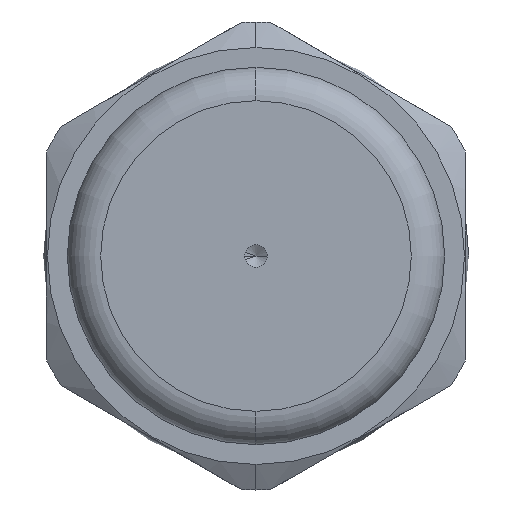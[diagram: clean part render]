
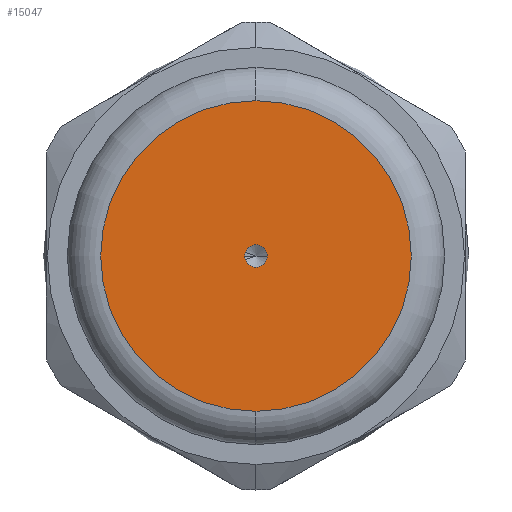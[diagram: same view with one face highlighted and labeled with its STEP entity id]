
A CAD part, left-side view. The second image highlights one B-rep face of the part: STEP entity #15047.
In plain terms, the highlighted planar face has unit normal (-1, 0, 0).
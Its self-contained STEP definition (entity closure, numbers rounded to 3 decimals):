
#233 = CARTESIAN_POINT ( 'NONE',  ( -23., 0., -0.6 ) ) ;
#316 = CARTESIAN_POINT ( 'NONE',  ( -23., 0., 8.23 ) ) ;
#1462 = DIRECTION ( 'NONE',  ( 0., 0., -1. ) ) ;
#1557 = AXIS2_PLACEMENT_3D ( 'NONE', #10509, #6089, #13401 ) ;
#2714 = CIRCLE ( 'NONE', #15852, 8.23 ) ;
#3272 = ORIENTED_EDGE ( 'NONE', *, *, #8431, .T. ) ;
#3335 = DIRECTION ( 'NONE',  ( 0., 0., -1. ) ) ;
#4648 = DIRECTION ( 'NONE',  ( 1., 0., 0. ) ) ;
#4764 = CARTESIAN_POINT ( 'NONE',  ( -23., 0., 0.6 ) ) ;
#5397 = PLANE ( 'NONE',  #11038 ) ;
#5673 = DIRECTION ( 'NONE',  ( 1., 0., 0. ) ) ;
#5716 = DIRECTION ( 'NONE',  ( 0., 0., 1. ) ) ;
#6080 = FACE_OUTER_BOUND ( 'NONE', #17639, .T. ) ;
#6089 = DIRECTION ( 'NONE',  ( 1., 0., 0. ) ) ;
#7222 = DIRECTION ( 'NONE',  ( -1., 0., 0. ) ) ;
#7268 = EDGE_LOOP ( 'NONE', ( #3272, #10748 ) ) ;
#7628 = CIRCLE ( 'NONE', #9234, 8.23 ) ;
#8380 = CIRCLE ( 'NONE', #18118, 0.6 ) ;
#8431 = EDGE_CURVE ( 'NONE', #9416, #13201, #8380, .T. ) ;
#9234 = AXIS2_PLACEMENT_3D ( 'NONE', #10029, #5673, #1462 ) ;
#9416 = VERTEX_POINT ( 'NONE', #233 ) ;
#10029 = CARTESIAN_POINT ( 'NONE',  ( -23., 0., 0. ) ) ;
#10509 = CARTESIAN_POINT ( 'NONE',  ( -23., 0., 0. ) ) ;
#10748 = ORIENTED_EDGE ( 'NONE', *, *, #13212, .T. ) ;
#11038 = AXIS2_PLACEMENT_3D ( 'NONE', #12971, #7222, #5716 ) ;
#11445 = FACE_BOUND ( 'NONE', #7268, .T. ) ;
#11632 = DIRECTION ( 'NONE',  ( 0., 0., -1. ) ) ;
#11698 = VERTEX_POINT ( 'NONE', #16420 ) ;
#11741 = CARTESIAN_POINT ( 'NONE',  ( -23., 0., 0. ) ) ;
#12396 = EDGE_CURVE ( 'NONE', #12501, #11698, #2714, .T. ) ;
#12501 = VERTEX_POINT ( 'NONE', #316 ) ;
#12971 = CARTESIAN_POINT ( 'NONE',  ( -23., 0., -0.6 ) ) ;
#13201 = VERTEX_POINT ( 'NONE', #4764 ) ;
#13212 = EDGE_CURVE ( 'NONE', #13201, #9416, #14833, .T. ) ;
#13401 = DIRECTION ( 'NONE',  ( 0., 0., -1. ) ) ;
#14069 = EDGE_CURVE ( 'NONE', #11698, #12501, #7628, .T. ) ;
#14463 = CARTESIAN_POINT ( 'NONE',  ( -23., 0., 0. ) ) ;
#14833 = CIRCLE ( 'NONE', #1557, 0.6 ) ;
#15047 = ADVANCED_FACE ( 'NONE', ( #11445, #6080 ), #5397, .T. ) ;
#15852 = AXIS2_PLACEMENT_3D ( 'NONE', #11741, #4648, #3335 ) ;
#15917 = DIRECTION ( 'NONE',  ( 1., 0., 0. ) ) ;
#16045 = ORIENTED_EDGE ( 'NONE', *, *, #14069, .F. ) ;
#16201 = ORIENTED_EDGE ( 'NONE', *, *, #12396, .F. ) ;
#16420 = CARTESIAN_POINT ( 'NONE',  ( -23., 0., -8.23 ) ) ;
#17639 = EDGE_LOOP ( 'NONE', ( #16045, #16201 ) ) ;
#18118 = AXIS2_PLACEMENT_3D ( 'NONE', #14463, #15917, #11632 ) ;
